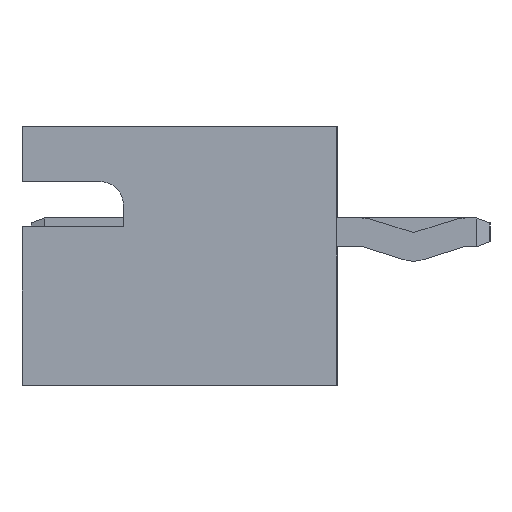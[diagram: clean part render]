
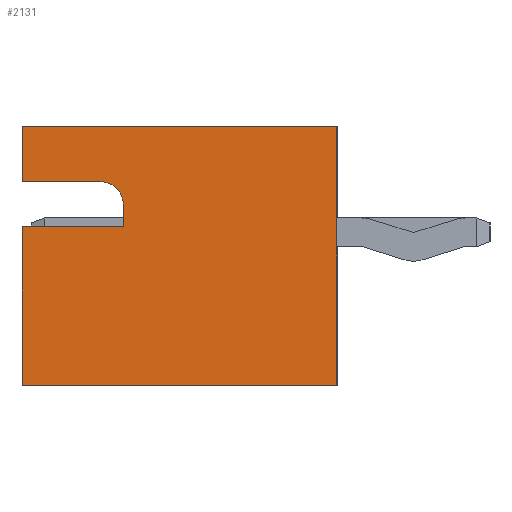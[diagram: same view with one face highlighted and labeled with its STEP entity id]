
A CAD part, left-side view. The second image highlights one B-rep face of the part: STEP entity #2131.
In plain terms, the highlighted face is planar.
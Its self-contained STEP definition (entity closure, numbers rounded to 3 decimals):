
#140 = EDGE_CURVE ( 'NONE', #6632, #6218, #3038, .T. ) ;
#342 = CARTESIAN_POINT ( 'NONE',  ( 12.45, 5.25, -0.625 ) ) ;
#444 = CARTESIAN_POINT ( 'NONE',  ( 12.45, 7., -2.35 ) ) ;
#448 = CARTESIAN_POINT ( 'NONE',  ( 12.45, 0., 0. ) ) ;
#482 = DIRECTION ( 'NONE',  ( 0., 0., 1. ) ) ;
#488 = LINE ( 'NONE', #4596, #5125 ) ;
#593 = CARTESIAN_POINT ( 'NONE',  ( 12.45, 5.25, -1.125 ) ) ;
#1037 = DIRECTION ( 'NONE',  ( 0., -1., 0. ) ) ;
#1223 = DIRECTION ( 'NONE',  ( 0., 1., 0. ) ) ;
#1288 = DIRECTION ( 'NONE',  ( 1., 0., 0. ) ) ;
#1470 = VECTOR ( 'NONE', #6559, 1000. ) ;
#1491 = EDGE_CURVE ( 'NONE', #4634, #3785, #4626, .T. ) ;
#1515 = ORIENTED_EDGE ( 'NONE', *, *, #5058, .T. ) ;
#1541 = CARTESIAN_POINT ( 'NONE',  ( 12.45, 4.75, -0.625 ) ) ;
#1566 = VECTOR ( 'NONE', #2473, 1000. ) ;
#1573 = AXIS2_PLACEMENT_3D ( 'NONE', #3366, #1288, #2282 ) ;
#1782 = EDGE_CURVE ( 'NONE', #6135, #3530, #5973, .T. ) ;
#1858 = DIRECTION ( 'NONE',  ( 0., 0., 1. ) ) ;
#1946 = DIRECTION ( 'NONE',  ( 0., 0., 1. ) ) ;
#2050 = CARTESIAN_POINT ( 'NONE',  ( 12.45, 7., 0. ) ) ;
#2086 = ORIENTED_EDGE ( 'NONE', *, *, #1491, .T. ) ;
#2092 = EDGE_CURVE ( 'NONE', #2525, #4634, #4869, .T. ) ;
#2124 = CARTESIAN_POINT ( 'NONE',  ( 12.45, 0., -2.35 ) ) ;
#2127 = EDGE_CURVE ( 'NONE', #3785, #3777, #4319, .T. ) ;
#2131 = ADVANCED_FACE ( 'NONE', ( #5908 ), #6360, .T. ) ;
#2282 = DIRECTION ( 'NONE',  ( 0., 0., -1. ) ) ;
#2375 = EDGE_CURVE ( 'NONE', #3530, #3777, #5041, .T. ) ;
#2469 = EDGE_CURVE ( 'NONE', #6218, #2525, #4523, .T. ) ;
#2473 = DIRECTION ( 'NONE',  ( 0., -1., 0. ) ) ;
#2525 = VERTEX_POINT ( 'NONE', #6121 ) ;
#2614 = ORIENTED_EDGE ( 'NONE', *, *, #4346, .T. ) ;
#2687 = VERTEX_POINT ( 'NONE', #5533 ) ;
#2741 = ORIENTED_EDGE ( 'NONE', *, *, #1782, .F. ) ;
#2940 = DIRECTION ( 'NONE',  ( 0., 0., 1. ) ) ;
#3038 = CIRCLE ( 'NONE', #4332, 0.5 ) ;
#3234 = DIRECTION ( 'NONE',  ( 0., -1., 0. ) ) ;
#3366 = CARTESIAN_POINT ( 'NONE',  ( 12.45, 7., 0. ) ) ;
#3469 = CARTESIAN_POINT ( 'NONE',  ( 12.45, 7., 3.4 ) ) ;
#3530 = VERTEX_POINT ( 'NONE', #2124 ) ;
#3682 = VECTOR ( 'NONE', #482, 1000. ) ;
#3777 = VERTEX_POINT ( 'NONE', #5589 ) ;
#3782 = CARTESIAN_POINT ( 'NONE',  ( 12.45, 7., -0.125 ) ) ;
#3785 = VERTEX_POINT ( 'NONE', #3469 ) ;
#4071 = ORIENTED_EDGE ( 'NONE', *, *, #2469, .T. ) ;
#4319 = LINE ( 'NONE', #5780, #5657 ) ;
#4332 = AXIS2_PLACEMENT_3D ( 'NONE', #342, #6043, #2940 ) ;
#4346 = EDGE_CURVE ( 'NONE', #2687, #6632, #488, .T. ) ;
#4396 = VECTOR ( 'NONE', #1858, 1000. ) ;
#4485 = CARTESIAN_POINT ( 'NONE',  ( 12.45, 4.75, -0.625 ) ) ;
#4510 = LINE ( 'NONE', #6471, #4396 ) ;
#4523 = LINE ( 'NONE', #4485, #1470 ) ;
#4596 = CARTESIAN_POINT ( 'NONE',  ( 12.45, 7., -1.125 ) ) ;
#4598 = VECTOR ( 'NONE', #1223, 1000. ) ;
#4615 = ORIENTED_EDGE ( 'NONE', *, *, #2375, .F. ) ;
#4626 = LINE ( 'NONE', #2050, #3682 ) ;
#4634 = VERTEX_POINT ( 'NONE', #3782 ) ;
#4806 = CARTESIAN_POINT ( 'NONE',  ( 12.45, 7., -0.125 ) ) ;
#4814 = ORIENTED_EDGE ( 'NONE', *, *, #2092, .T. ) ;
#4869 = LINE ( 'NONE', #4806, #4598 ) ;
#5041 = LINE ( 'NONE', #448, #6194 ) ;
#5058 = EDGE_CURVE ( 'NONE', #6135, #2687, #4510, .T. ) ;
#5063 = CARTESIAN_POINT ( 'NONE',  ( 12.45, 7., -2.35 ) ) ;
#5125 = VECTOR ( 'NONE', #1037, 1000. ) ;
#5173 = ORIENTED_EDGE ( 'NONE', *, *, #2127, .T. ) ;
#5533 = CARTESIAN_POINT ( 'NONE',  ( 12.45, 7., -1.125 ) ) ;
#5589 = CARTESIAN_POINT ( 'NONE',  ( 12.45, 0., 3.4 ) ) ;
#5657 = VECTOR ( 'NONE', #3234, 1000. ) ;
#5780 = CARTESIAN_POINT ( 'NONE',  ( 12.45, 7., 3.4 ) ) ;
#5807 = ORIENTED_EDGE ( 'NONE', *, *, #140, .T. ) ;
#5908 = FACE_OUTER_BOUND ( 'NONE', #6578, .T. ) ;
#5973 = LINE ( 'NONE', #444, #1566 ) ;
#6043 = DIRECTION ( 'NONE',  ( -1., 0., 0. ) ) ;
#6121 = CARTESIAN_POINT ( 'NONE',  ( 12.45, 4.75, -0.125 ) ) ;
#6135 = VERTEX_POINT ( 'NONE', #5063 ) ;
#6194 = VECTOR ( 'NONE', #1946, 1000. ) ;
#6218 = VERTEX_POINT ( 'NONE', #1541 ) ;
#6360 = PLANE ( 'NONE',  #1573 ) ;
#6471 = CARTESIAN_POINT ( 'NONE',  ( 12.45, 7., 0. ) ) ;
#6559 = DIRECTION ( 'NONE',  ( 0., 0., 1. ) ) ;
#6578 = EDGE_LOOP ( 'NONE', ( #2614, #5807, #4071, #4814, #2086, #5173, #4615, #2741, #1515 ) ) ;
#6632 = VERTEX_POINT ( 'NONE', #593 ) ;
